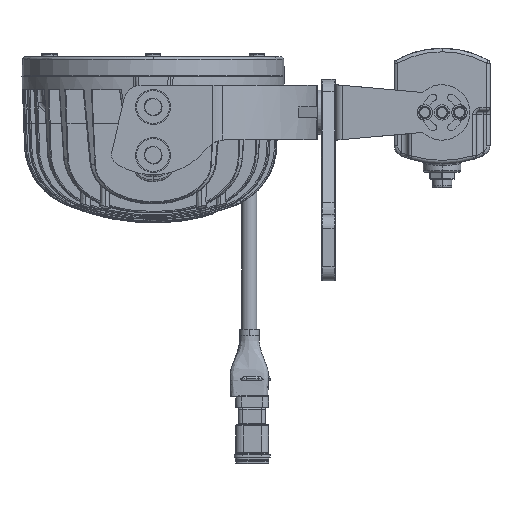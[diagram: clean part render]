
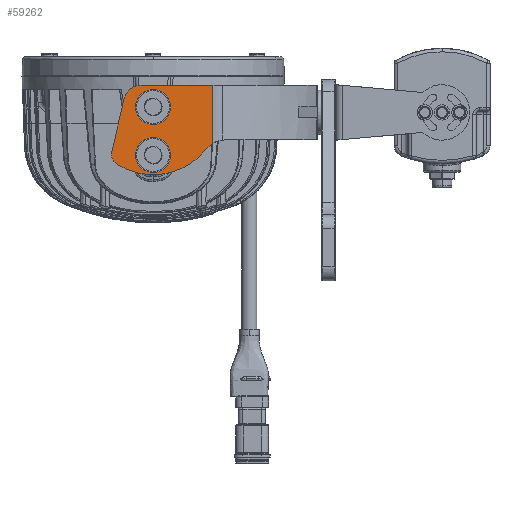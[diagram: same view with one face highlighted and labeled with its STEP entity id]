
A CAD part, left-side view. The second image highlights one B-rep face of the part: STEP entity #59262.
In plain terms, the highlighted planar face has unit normal (-1, 0, 0).
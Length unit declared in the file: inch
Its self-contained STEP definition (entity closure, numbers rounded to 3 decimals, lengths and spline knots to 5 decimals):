
#757 = DIRECTION ( 'NONE',  ( -1., 0., 0. ) ) ;
#3419 = ORIENTED_EDGE ( 'NONE', *, *, #102809, .T. ) ;
#4059 = CIRCLE ( 'NONE', #29329, 0.31496 ) ;
#6001 = LINE ( 'NONE', #20224, #150409 ) ;
#6912 = VERTEX_POINT ( 'NONE', #88756 ) ;
#12542 = DIRECTION ( 'NONE',  ( 1., 0., 0. ) ) ;
#12655 = LINE ( 'NONE', #98167, #145231 ) ;
#13289 = CARTESIAN_POINT ( 'NONE',  ( 4.78309, 3.28076, 1.66951 ) ) ;
#14273 = ORIENTED_EDGE ( 'NONE', *, *, #69771, .T. ) ;
#14653 = PLANE ( 'NONE',  #14847 ) ;
#14847 = AXIS2_PLACEMENT_3D ( 'NONE', #110390, #146805, #53349 ) ;
#15450 = VERTEX_POINT ( 'NONE', #109888 ) ;
#17010 = EDGE_CURVE ( 'Defeatured_2_446+Defeatured_2_447+Defeatured_2_464+Defeatured_2_432', #110993, #56449, #6001, .T. ) ;
#18963 = DIRECTION ( 'NONE',  ( -1., 0., 0. ) ) ;
#20224 = CARTESIAN_POINT ( 'NONE',  ( 4.78309, 2.20276, -0.7897 ) ) ;
#21136 = ORIENTED_EDGE ( 'NONE', *, *, #121512, .F. ) ;
#23338 = AXIS2_PLACEMENT_3D ( 'NONE', #73402, #12542, #51899 ) ;
#26485 = EDGE_LOOP ( 'NONE', ( #35374, #112611, #126500, #3419, #14273, #40926, #146777 ) ) ;
#26592 = FACE_OUTER_BOUND ( 'NONE', #26485, .T. ) ;
#29329 = AXIS2_PLACEMENT_3D ( 'NONE', #13289, #120089, #108234 ) ;
#32721 = CARTESIAN_POINT ( 'NONE',  ( 4.78309, 3.79257, 2.92935 ) ) ;
#33499 = LINE ( 'NONE', #32721, #113204 ) ;
#35374 = ORIENTED_EDGE ( 'NONE', *, *, #85988, .T. ) ;
#38959 = EDGE_LOOP ( 'NONE', ( #151482, #21136 ) ) ;
#39210 = VERTEX_POINT ( 'NONE', #134546 ) ;
#40926 = ORIENTED_EDGE ( 'NONE', *, *, #48990, .T. ) ;
#41835 = DIRECTION ( 'NONE',  ( -1., 0., 0. ) ) ;
#48142 = CIRCLE ( 'NONE', #123935, 0.31496 ) ;
#48990 = EDGE_CURVE ( 'Defeatured_2_447+Defeatured_2_419+Defeatured_2_418+Defeatured_2_420', #111067, #6912, #124956, .T. ) ;
#49049 = DIRECTION ( 'NONE',  ( 0., 1., 0. ) ) ;
#50261 = FACE_BOUND ( 'NONE', #95946, .T. ) ;
#51899 = DIRECTION ( 'NONE',  ( 0., -1., 0. ) ) ;
#52945 = CARTESIAN_POINT ( 'NONE',  ( 4.78309, 3.28076, 2.53565 ) ) ;
#53349 = DIRECTION ( 'NONE',  ( 0., -1., 0. ) ) ;
#56449 = VERTEX_POINT ( 'NONE', #61883 ) ;
#57036 = VERTEX_POINT ( 'NONE', #70277 ) ;
#57205 = DIRECTION ( 'NONE',  ( -1., 0., 0. ) ) ;
#59262 = ADVANCED_FACE ( 'Defeatured_2_447', ( #88260, #50261, #26592 ), #14653, .T. ) ;
#60165 = CARTESIAN_POINT ( 'NONE',  ( 4.78309, 3.49659, 2.92935 ) ) ;
#60834 = CARTESIAN_POINT ( 'NONE',  ( 4.78309, 3.28076, 2.53565 ) ) ;
#61883 = CARTESIAN_POINT ( 'NONE',  ( 4.78309, 2.20276, 1.87985 ) ) ;
#62586 = CARTESIAN_POINT ( 'NONE',  ( 4.78309, 3.83471, 1.67488 ) ) ;
#64237 = EDGE_CURVE ( 'Defeatured_2_416+Defeatured_2_447+Defeatured_2_447+Defeatured_2_447', #155482, #131842, #144864, .T. ) ;
#67319 = CARTESIAN_POINT ( 'NONE',  ( 4.78309, 4.02652, 1.71916 ) ) ;
#68758 = CIRCLE ( 'NONE', #23338, 0.47244 ) ;
#69771 = EDGE_CURVE ( 'Defeatured_2_447+Defeatured_2_418+Defeatured_2_448+Defeatured_2_419', #15450, #111067, #12655, .T. ) ;
#69977 = CARTESIAN_POINT ( 'NONE',  ( 4.78309, 3.28076, 1.66951 ) ) ;
#70277 = CARTESIAN_POINT ( 'NONE',  ( 4.78309, 2.33088, 1.76931 ) ) ;
#73402 = CARTESIAN_POINT ( 'NONE',  ( 4.78309, 1.96318, 1.47266 ) ) ;
#73689 = DIRECTION ( 'NONE',  ( 0., -1., 0. ) ) ;
#79582 = DIRECTION ( 'NONE',  ( 0., 0., -1. ) ) ;
#80954 = DIRECTION ( 'NONE',  ( 0., -1., 0. ) ) ;
#82082 = AXIS2_PLACEMENT_3D ( 'NONE', #62586, #133855, #73689 ) ;
#84074 = EDGE_CURVE ( 'Defeatured_2_416+Defeatured_2_447+Defeatured_2_447+Defeatured_2_447', #131842, #155482, #48142, .T. ) ;
#85988 = EDGE_CURVE ( 'Defeatured_2_447+Defeatured_2_432+Defeatured_2_420+Defeatured_2_446', #57036, #56449, #68758, .T. ) ;
#88260 = FACE_BOUND ( 'NONE', #38959, .T. ) ;
#88756 = CARTESIAN_POINT ( 'NONE',  ( 4.78309, 3.94124, 1.50934 ) ) ;
#91547 = VERTEX_POINT ( 'NONE', #60165 ) ;
#91649 = CIRCLE ( 'NONE', #149730, 0.31496 ) ;
#93633 = CARTESIAN_POINT ( 'NONE',  ( 4.78309, 2.9658, 2.53565 ) ) ;
#94936 = EDGE_CURVE ( 'Defeatured_2_417+Defeatured_2_447+Defeatured_2_447+Defeatured_2_447', #39210, #129869, #91649, .T. ) ;
#95946 = EDGE_LOOP ( 'NONE', ( #130322, #117788 ) ) ;
#98167 = CARTESIAN_POINT ( 'NONE',  ( 4.78309, 3.80348, 2.68524 ) ) ;
#102809 = EDGE_CURVE ( 'Defeatured_2_447+Defeatured_2_448+Defeatured_2_464+Defeatured_2_418', #91547, #15450, #151032, .T. ) ;
#104845 = EDGE_CURVE ( 'Defeatured_2_464+Defeatured_2_447+Defeatured_2_448+Defeatured_2_446', #91547, #110993, #33499, .T. ) ;
#104850 = DIRECTION ( 'NONE',  ( 0., 0., 1. ) ) ;
#105518 = DIRECTION ( 'NONE',  ( 0., -1., 0. ) ) ;
#105606 = EDGE_CURVE ( 'Defeatured_2_447+Defeatured_2_420+Defeatured_2_419+Defeatured_2_432', #6912, #57036, #146211, .T. ) ;
#108234 = DIRECTION ( 'NONE',  ( 0., 0., 1. ) ) ;
#108919 = CARTESIAN_POINT ( 'NONE',  ( 4.78309, 2.20276, 2.92935 ) ) ;
#109888 = CARTESIAN_POINT ( 'NONE',  ( 4.78309, 3.80348, 2.68524 ) ) ;
#110390 = CARTESIAN_POINT ( 'NONE',  ( 4.78309, 3.79257, 0.96085 ) ) ;
#110993 = VERTEX_POINT ( 'NONE', #108919 ) ;
#111067 = VERTEX_POINT ( 'NONE', #67319 ) ;
#112611 = ORIENTED_EDGE ( 'NONE', *, *, #17010, .F. ) ;
#113204 = VECTOR ( 'NONE', #80954, 39.37008 ) ;
#117045 = AXIS2_PLACEMENT_3D ( 'NONE', #127330, #18963, #151908 ) ;
#117788 = ORIENTED_EDGE ( 'NONE', *, *, #84074, .F. ) ;
#120089 = DIRECTION ( 'NONE',  ( -1., 0., 0. ) ) ;
#121034 = DIRECTION ( 'NONE',  ( 0., 0.225, -0.974 ) ) ;
#121512 = EDGE_CURVE ( 'Defeatured_2_417+Defeatured_2_447+Defeatured_2_447+Defeatured_2_447', #129869, #39210, #4059, .T. ) ;
#122810 = CARTESIAN_POINT ( 'NONE',  ( 4.78309, 3.59572, 1.66951 ) ) ;
#123935 = AXIS2_PLACEMENT_3D ( 'NONE', #52945, #41835, #126449 ) ;
#124956 = CIRCLE ( 'NONE', #82082, 0.19685 ) ;
#126449 = DIRECTION ( 'NONE',  ( 0., 0., 1. ) ) ;
#126500 = ORIENTED_EDGE ( 'NONE', *, *, #104845, .F. ) ;
#127330 = CARTESIAN_POINT ( 'NONE',  ( 4.78309, 3.28076, 2.53565 ) ) ;
#129869 = VERTEX_POINT ( 'NONE', #122810 ) ;
#130045 = CARTESIAN_POINT ( 'NONE',  ( 4.78309, 3.49659, 2.61439 ) ) ;
#130322 = ORIENTED_EDGE ( 'NONE', *, *, #64237, .F. ) ;
#130784 = AXIS2_PLACEMENT_3D ( 'NONE', #130045, #57205, #105518 ) ;
#131842 = VERTEX_POINT ( 'NONE', #150107 ) ;
#133855 = DIRECTION ( 'NONE',  ( -1., 0., 0. ) ) ;
#134546 = CARTESIAN_POINT ( 'NONE',  ( 4.78309, 2.9658, 1.66951 ) ) ;
#144864 = CIRCLE ( 'NONE', #117045, 0.31496 ) ;
#145231 = VECTOR ( 'NONE', #121034, 39.37008 ) ;
#146211 = CIRCLE ( 'NONE', #156336, 1.22047 ) ;
#146777 = ORIENTED_EDGE ( 'NONE', *, *, #105606, .T. ) ;
#146805 = DIRECTION ( 'NONE',  ( -1., 0., 0. ) ) ;
#149730 = AXIS2_PLACEMENT_3D ( 'NONE', #69977, #153897, #104850 ) ;
#150107 = CARTESIAN_POINT ( 'NONE',  ( 4.78309, 3.59572, 2.53565 ) ) ;
#150409 = VECTOR ( 'NONE', #79582, 39.37008 ) ;
#151032 = CIRCLE ( 'NONE', #130784, 0.31496 ) ;
#151482 = ORIENTED_EDGE ( 'NONE', *, *, #94936, .F. ) ;
#151908 = DIRECTION ( 'NONE',  ( 0., 0., 1. ) ) ;
#153897 = DIRECTION ( 'NONE',  ( -1., 0., 0. ) ) ;
#155482 = VERTEX_POINT ( 'NONE', #93633 ) ;
#156336 = AXIS2_PLACEMENT_3D ( 'NONE', #60834, #757, #49049 ) ;
